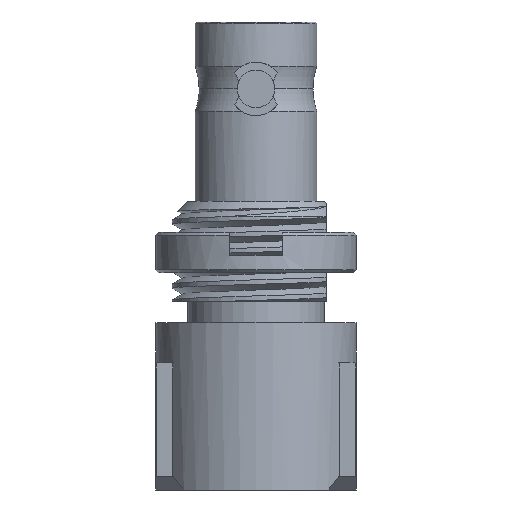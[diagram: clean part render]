
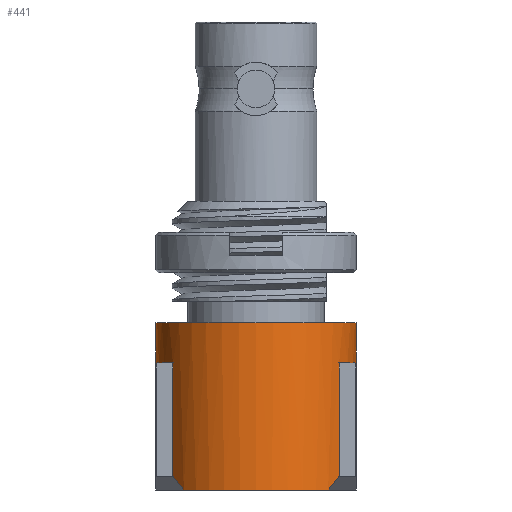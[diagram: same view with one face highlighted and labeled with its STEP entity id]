
A CAD part, front view. The second image highlights one B-rep face of the part: STEP entity #441.
In plain terms, the highlighted cylindrical face has radius 3.75 mm (diameter 7.5 mm), a partial arc.
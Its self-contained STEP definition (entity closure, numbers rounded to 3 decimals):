
#235 = CARTESIAN_POINT ( 'NONE',  ( 3.107, -2.1, 0.5 ) ) ;
#433 = CARTESIAN_POINT ( 'NONE',  ( -3.75, 0., 0. ) ) ;
#441 = ADVANCED_FACE ( 'NONE', ( #3708 ), #4305, .T. ) ;
#465 = CARTESIAN_POINT ( 'NONE',  ( -2.702, -2.6, 0. ) ) ;
#497 = VERTEX_POINT ( 'NONE', #1246 ) ;
#536 = VERTEX_POINT ( 'NONE', #7570 ) ;
#580 = CARTESIAN_POINT ( 'NONE',  ( -3.738, -0.3, 4.75 ) ) ;
#586 = CARTESIAN_POINT ( 'NONE',  ( 3.738, -0.3, 0.5 ) ) ;
#718 = EDGE_CURVE ( 'NONE', #7043, #4372, #3638, .T. ) ;
#745 = EDGE_CURVE ( 'NONE', #4739, #1236, #1229, .T. ) ;
#893 = VECTOR ( 'NONE', #2635, 1000. ) ;
#909 = CARTESIAN_POINT ( 'NONE',  ( -3.75, -0.1, 0.3 ) ) ;
#1043 = ORIENTED_EDGE ( 'NONE', *, *, #7202, .T. ) ;
#1046 = CARTESIAN_POINT ( 'NONE',  ( 3.75, 0., 0.2 ) ) ;
#1125 = EDGE_CURVE ( 'NONE', #1236, #2322, #1313, .T. ) ;
#1200 = CARTESIAN_POINT ( 'NONE',  ( 0., 0., 4.75 ) ) ;
#1229 = LINE ( 'NONE', #1867, #5250 ) ;
#1236 = VERTEX_POINT ( 'NONE', #2143 ) ;
#1246 = CARTESIAN_POINT ( 'NONE',  ( 3.738, -0.3, 4.75 ) ) ;
#1313 =( BOUNDED_CURVE ( )  B_SPLINE_CURVE ( 3, ( #4438, #2666, #4557, #6872 ),
 .UNSPECIFIED., .F., .T. ) 
 B_SPLINE_CURVE_WITH_KNOTS ( ( 4, 4 ),
 ( 5.307, 5.478 ),
 .UNSPECIFIED. ) 
 CURVE ( )  GEOMETRIC_REPRESENTATION_ITEM ( )  RATIONAL_B_SPLINE_CURVE ( ( 1., 0.998, 0.998, 1. ) ) 
 REPRESENTATION_ITEM ( '' )  );
#1358 = ORIENTED_EDGE ( 'NONE', *, *, #4155, .T. ) ;
#1399 = VERTEX_POINT ( 'NONE', #580 ) ;
#1476 = ORIENTED_EDGE ( 'NONE', *, *, #1890, .T. ) ;
#1490 = VERTEX_POINT ( 'NONE', #5516 ) ;
#1577 = VERTEX_POINT ( 'NONE', #1046 ) ;
#1701 = CARTESIAN_POINT ( 'NONE',  ( -3.107, -2.1, 4.75 ) ) ;
#1728 = EDGE_LOOP ( 'NONE', ( #1915, #1043, #1358, #2508, #6495, #1476, #4339, #7344, #3696, #7619, #7293, #4566, #6851, #4020 ) ) ;
#1837 = EDGE_CURVE ( 'NONE', #2438, #1577, #2634, .T. ) ;
#1867 = CARTESIAN_POINT ( 'NONE',  ( -3.107, -2.1, 0. ) ) ;
#1890 = EDGE_CURVE ( 'NONE', #1399, #4739, #3701, .T. ) ;
#1915 = ORIENTED_EDGE ( 'NONE', *, *, #6599, .F. ) ;
#1962 = CARTESIAN_POINT ( 'NONE',  ( 3.107, -2.1, 0.5 ) ) ;
#2053 = CARTESIAN_POINT ( 'NONE',  ( 0., 0., 4.75 ) ) ;
#2143 = CARTESIAN_POINT ( 'NONE',  ( -3.107, -2.1, 0.5 ) ) ;
#2153 = DIRECTION ( 'NONE',  ( 0., 0., -1. ) ) ;
#2322 = VERTEX_POINT ( 'NONE', #465 ) ;
#2334 = DIRECTION ( 'NONE',  ( -1., 0., 0. ) ) ;
#2353 = DIRECTION ( 'NONE',  ( -1., 0., 0. ) ) ;
#2384 = CIRCLE ( 'NONE', #6869, 3.75 ) ;
#2438 = VERTEX_POINT ( 'NONE', #586 ) ;
#2508 = ORIENTED_EDGE ( 'NONE', *, *, #5260, .T. ) ;
#2588 = CARTESIAN_POINT ( 'NONE',  ( -3.75, 0., 0.2 ) ) ;
#2634 =( BOUNDED_CURVE ( )  B_SPLINE_CURVE ( 3, ( #7328, #6046, #6811, #3570 ),
 .UNSPECIFIED., .F., .F. ) 
 B_SPLINE_CURVE_WITH_KNOTS ( ( 4, 4 ),
 ( 4.632, 4.712 ),
 .UNSPECIFIED. ) 
 CURVE ( )  GEOMETRIC_REPRESENTATION_ITEM ( )  RATIONAL_B_SPLINE_CURVE ( ( 1., 0.999, 0.999, 1. ) ) 
 REPRESENTATION_ITEM ( '' )  );
#2635 = DIRECTION ( 'NONE',  ( 0., 0., 1. ) ) ;
#2666 = CARTESIAN_POINT ( 'NONE',  ( -2.986, -2.278, 0.322 ) ) ;
#2717 = VERTEX_POINT ( 'NONE', #6864 ) ;
#2720 = DIRECTION ( 'NONE',  ( 0., 0., -1. ) ) ;
#2851 = CARTESIAN_POINT ( 'NONE',  ( -3.75, 0., 0.2 ) ) ;
#2920 = VERTEX_POINT ( 'NONE', #2851 ) ;
#3018 = CARTESIAN_POINT ( 'NONE',  ( 2.702, -2.6, 0. ) ) ;
#3034 = VECTOR ( 'NONE', #5223, 1000. ) ;
#3066 = DIRECTION ( 'NONE',  ( 0., 0., -1. ) ) ;
#3212 = CARTESIAN_POINT ( 'NONE',  ( 3.738, -0.3, 0. ) ) ;
#3218 = EDGE_CURVE ( 'NONE', #497, #2438, #7480, .T. ) ;
#3455 = DIRECTION ( 'NONE',  ( -1., 0., 0. ) ) ;
#3570 = CARTESIAN_POINT ( 'NONE',  ( 3.75, 0., 0.2 ) ) ;
#3638 = LINE ( 'NONE', #5297, #7166 ) ;
#3650 = DIRECTION ( 'NONE',  ( 0., 0., 1. ) ) ;
#3696 = ORIENTED_EDGE ( 'NONE', *, *, #4828, .F. ) ;
#3701 = CIRCLE ( 'NONE', #4850, 3.75 ) ;
#3708 = FACE_OUTER_BOUND ( 'NONE', #1728, .T. ) ;
#3884 = CARTESIAN_POINT ( 'NONE',  ( -3.738, -0.3, 0. ) ) ;
#4020 = ORIENTED_EDGE ( 'NONE', *, *, #1837, .T. ) ;
#4027 = DIRECTION ( 'NONE',  ( -1., 0., 0. ) ) ;
#4031 = EDGE_CURVE ( 'NONE', #536, #1399, #5505, .T. ) ;
#4155 = EDGE_CURVE ( 'NONE', #1490, #2920, #5925, .T. ) ;
#4194 = CIRCLE ( 'NONE', #6874, 3.75 ) ;
#4305 = CYLINDRICAL_SURFACE ( 'NONE', #7666, 3.75 ) ;
#4339 = ORIENTED_EDGE ( 'NONE', *, *, #745, .T. ) ;
#4372 = VERTEX_POINT ( 'NONE', #7634 ) ;
#4438 = CARTESIAN_POINT ( 'NONE',  ( -3.107, -2.1, 0.5 ) ) ;
#4557 = CARTESIAN_POINT ( 'NONE',  ( -2.851, -2.445, 0.155 ) ) ;
#4566 = ORIENTED_EDGE ( 'NONE', *, *, #7642, .T. ) ;
#4704 = LINE ( 'NONE', #7777, #3034 ) ;
#4739 = VERTEX_POINT ( 'NONE', #1701 ) ;
#4758 = DIRECTION ( 'NONE',  ( 0., 0., -1. ) ) ;
#4828 = EDGE_CURVE ( 'NONE', #6043, #2322, #5641, .T. ) ;
#4850 = AXIS2_PLACEMENT_3D ( 'NONE', #1200, #3650, #2353 ) ;
#4923 = DIRECTION ( 'NONE',  ( 0., 0., 1. ) ) ;
#4975 = CARTESIAN_POINT ( 'NONE',  ( 2.702, -2.6, 0. ) ) ;
#5017 = CARTESIAN_POINT ( 'NONE',  ( 2.986, -2.278, 0.322 ) ) ;
#5091 = CARTESIAN_POINT ( 'NONE',  ( 2.851, -2.445, 0.155 ) ) ;
#5223 = DIRECTION ( 'NONE',  ( 0., 0., -1. ) ) ;
#5250 = VECTOR ( 'NONE', #6072, 1000. ) ;
#5260 = EDGE_CURVE ( 'NONE', #2920, #536, #5406, .T. ) ;
#5297 = CARTESIAN_POINT ( 'NONE',  ( 3.107, -2.1, 0. ) ) ;
#5406 =( BOUNDED_CURVE ( )  B_SPLINE_CURVE ( 3, ( #2588, #909, #6400, #7512 ),
 .UNSPECIFIED., .F., .F. ) 
 B_SPLINE_CURVE_WITH_KNOTS ( ( 4, 4 ),
 ( 1.571, 1.651 ),
 .UNSPECIFIED. ) 
 CURVE ( )  GEOMETRIC_REPRESENTATION_ITEM ( )  RATIONAL_B_SPLINE_CURVE ( ( 1., 0.999, 0.999, 1. ) ) 
 REPRESENTATION_ITEM ( '' )  );
#5505 = LINE ( 'NONE', #3884, #893 ) ;
#5516 = CARTESIAN_POINT ( 'NONE',  ( -3.75, 0., 6.25 ) ) ;
#5641 = CIRCLE ( 'NONE', #7945, 3.75 ) ;
#5925 = LINE ( 'NONE', #433, #7938 ) ;
#6043 = VERTEX_POINT ( 'NONE', #3018 ) ;
#6046 = CARTESIAN_POINT ( 'NONE',  ( 3.746, -0.2, 0.4 ) ) ;
#6072 = DIRECTION ( 'NONE',  ( 0., 0., -1. ) ) ;
#6214 =( BOUNDED_CURVE ( )  B_SPLINE_CURVE ( 3, ( #4975, #5091, #5017, #1962 ),
 .UNSPECIFIED., .F., .F. ) 
 B_SPLINE_CURVE_WITH_KNOTS ( ( 4, 4 ),
 ( 0.805, 0.976 ),
 .UNSPECIFIED. ) 
 CURVE ( )  GEOMETRIC_REPRESENTATION_ITEM ( )  RATIONAL_B_SPLINE_CURVE ( ( 1., 0.998, 0.998, 1. ) ) 
 REPRESENTATION_ITEM ( '' )  );
#6344 = DIRECTION ( 'NONE',  ( 0., 0., 1. ) ) ;
#6385 = DIRECTION ( 'NONE',  ( -1., 0., 0. ) ) ;
#6394 = VECTOR ( 'NONE', #2153, 1000. ) ;
#6400 = CARTESIAN_POINT ( 'NONE',  ( -3.746, -0.2, 0.4 ) ) ;
#6495 = ORIENTED_EDGE ( 'NONE', *, *, #4031, .T. ) ;
#6591 = CARTESIAN_POINT ( 'NONE',  ( 0., 0., 0. ) ) ;
#6599 = EDGE_CURVE ( 'NONE', #2717, #1577, #4704, .T. ) ;
#6811 = CARTESIAN_POINT ( 'NONE',  ( 3.75, -0.1, 0.3 ) ) ;
#6851 = ORIENTED_EDGE ( 'NONE', *, *, #3218, .T. ) ;
#6864 = CARTESIAN_POINT ( 'NONE',  ( 3.75, 0., 6.25 ) ) ;
#6869 = AXIS2_PLACEMENT_3D ( 'NONE', #7052, #7012, #3455 ) ;
#6872 = CARTESIAN_POINT ( 'NONE',  ( -2.702, -2.6, 0. ) ) ;
#6874 = AXIS2_PLACEMENT_3D ( 'NONE', #2053, #6344, #6385 ) ;
#6962 = EDGE_CURVE ( 'NONE', #6043, #7043, #6214, .T. ) ;
#7012 = DIRECTION ( 'NONE',  ( 0., 0., -1. ) ) ;
#7043 = VERTEX_POINT ( 'NONE', #235 ) ;
#7052 = CARTESIAN_POINT ( 'NONE',  ( 0., 0., 6.25 ) ) ;
#7166 = VECTOR ( 'NONE', #4923, 1000. ) ;
#7202 = EDGE_CURVE ( 'NONE', #2717, #1490, #2384, .T. ) ;
#7293 = ORIENTED_EDGE ( 'NONE', *, *, #718, .T. ) ;
#7328 = CARTESIAN_POINT ( 'NONE',  ( 3.738, -0.3, 0.5 ) ) ;
#7344 = ORIENTED_EDGE ( 'NONE', *, *, #1125, .T. ) ;
#7480 = LINE ( 'NONE', #3212, #6394 ) ;
#7512 = CARTESIAN_POINT ( 'NONE',  ( -3.738, -0.3, 0.5 ) ) ;
#7570 = CARTESIAN_POINT ( 'NONE',  ( -3.738, -0.3, 0.5 ) ) ;
#7619 = ORIENTED_EDGE ( 'NONE', *, *, #6962, .T. ) ;
#7634 = CARTESIAN_POINT ( 'NONE',  ( 3.107, -2.1, 4.75 ) ) ;
#7642 = EDGE_CURVE ( 'NONE', #4372, #497, #4194, .T. ) ;
#7666 = AXIS2_PLACEMENT_3D ( 'NONE', #6591, #3066, #2334 ) ;
#7777 = CARTESIAN_POINT ( 'NONE',  ( 3.75, 0., 0. ) ) ;
#7831 = CARTESIAN_POINT ( 'NONE',  ( 0., 0., 0. ) ) ;
#7938 = VECTOR ( 'NONE', #2720, 1000. ) ;
#7945 = AXIS2_PLACEMENT_3D ( 'NONE', #7831, #4758, #4027 ) ;
